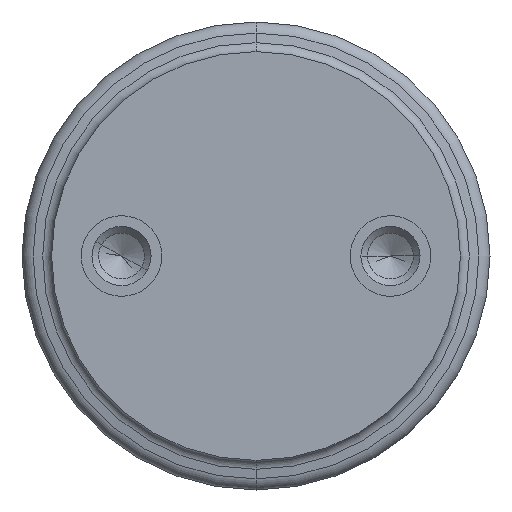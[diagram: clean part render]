
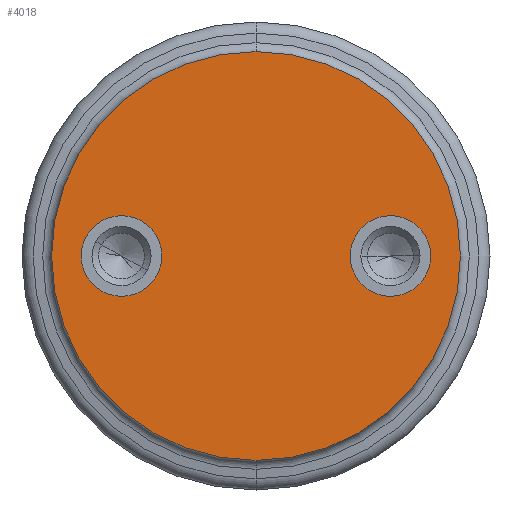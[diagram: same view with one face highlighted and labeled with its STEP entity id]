
A CAD part, front view. The second image highlights one B-rep face of the part: STEP entity #4018.
In plain terms, the highlighted planar face has unit normal (0, -1, 0).
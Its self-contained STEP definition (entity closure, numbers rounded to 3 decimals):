
#83 = CARTESIAN_POINT ( 'NONE',  ( -25., 0., 0. ) ) ;
#350 = VERTEX_POINT ( 'NONE', #1958 ) ;
#404 = EDGE_LOOP ( 'NONE', ( #680, #3943 ) ) ;
#405 = CIRCLE ( 'NONE', #1803, 7.5 ) ;
#415 = CARTESIAN_POINT ( 'NONE',  ( 32.5, 0., 0.01 ) ) ;
#485 = CARTESIAN_POINT ( 'NONE',  ( -25., 0., 0. ) ) ;
#511 = CIRCLE ( 'NONE', #1247, 38. ) ;
#621 = DIRECTION ( 'NONE',  ( -0.874, 0., 0.487 ) ) ;
#675 = AXIS2_PLACEMENT_3D ( 'NONE', #485, #4225, #1037 ) ;
#680 = ORIENTED_EDGE ( 'NONE', *, *, #4564, .T. ) ;
#689 = AXIS2_PLACEMENT_3D ( 'NONE', #4765, #1553, #5224 ) ;
#714 = AXIS2_PLACEMENT_3D ( 'NONE', #3137, #6470, #3675 ) ;
#1037 = DIRECTION ( 'NONE',  ( -0.874, 0., 0.487 ) ) ;
#1124 = EDGE_LOOP ( 'NONE', ( #4897, #2652 ) ) ;
#1182 = AXIS2_PLACEMENT_3D ( 'NONE', #3166, #2127, #5678 ) ;
#1247 = AXIS2_PLACEMENT_3D ( 'NONE', #6014, #3082, #6428 ) ;
#1463 = EDGE_LOOP ( 'NONE', ( #5757, #2849 ) ) ;
#1553 = DIRECTION ( 'NONE',  ( 0., 1., 0. ) ) ;
#1582 = PLANE ( 'NONE',  #1182 ) ;
#1803 = AXIS2_PLACEMENT_3D ( 'NONE', #5467, #2400, #5886 ) ;
#1830 = CIRCLE ( 'NONE', #714, 7.5 ) ;
#1845 = AXIS2_PLACEMENT_3D ( 'NONE', #83, #3819, #621 ) ;
#1863 = CARTESIAN_POINT ( 'NONE',  ( 17.5, 0., -0.01 ) ) ;
#1958 = CARTESIAN_POINT ( 'NONE',  ( 0., 0., -38. ) ) ;
#2127 = DIRECTION ( 'NONE',  ( 0., 1., 0. ) ) ;
#2400 = DIRECTION ( 'NONE',  ( 0., 1., 0. ) ) ;
#2652 = ORIENTED_EDGE ( 'NONE', *, *, #4553, .F. ) ;
#2684 = VERTEX_POINT ( 'NONE', #415 ) ;
#2849 = ORIENTED_EDGE ( 'NONE', *, *, #3384, .T. ) ;
#2997 = CARTESIAN_POINT ( 'NONE',  ( -31.553, 0., 3.649 ) ) ;
#3013 = CIRCLE ( 'NONE', #1845, 7.5 ) ;
#3082 = DIRECTION ( 'NONE',  ( 0., 1., 0. ) ) ;
#3137 = CARTESIAN_POINT ( 'NONE',  ( 25., 0., 0. ) ) ;
#3166 = CARTESIAN_POINT ( 'NONE',  ( 0., 0., 0. ) ) ;
#3232 = CIRCLE ( 'NONE', #689, 38. ) ;
#3268 = EDGE_CURVE ( 'NONE', #3389, #3816, #3013, .T. ) ;
#3384 = EDGE_CURVE ( 'NONE', #2684, #5853, #405, .T. ) ;
#3389 = VERTEX_POINT ( 'NONE', #3966 ) ;
#3675 = DIRECTION ( 'NONE',  ( -1., 0., -0.001 ) ) ;
#3816 = VERTEX_POINT ( 'NONE', #2997 ) ;
#3819 = DIRECTION ( 'NONE',  ( 0., 1., 0. ) ) ;
#3943 = ORIENTED_EDGE ( 'NONE', *, *, #3268, .T. ) ;
#3966 = CARTESIAN_POINT ( 'NONE',  ( -18.447, 0., -3.649 ) ) ;
#3972 = EDGE_CURVE ( 'NONE', #4011, #350, #511, .T. ) ;
#4011 = VERTEX_POINT ( 'NONE', #4164 ) ;
#4018 = ADVANCED_FACE ( 'NONE', ( #6282, #5433, #6410 ), #1582, .F. ) ;
#4164 = CARTESIAN_POINT ( 'NONE',  ( 0., 0., 38. ) ) ;
#4225 = DIRECTION ( 'NONE',  ( 0., 1., 0. ) ) ;
#4550 = EDGE_CURVE ( 'NONE', #5853, #2684, #1830, .T. ) ;
#4553 = EDGE_CURVE ( 'NONE', #350, #4011, #3232, .T. ) ;
#4564 = EDGE_CURVE ( 'NONE', #3816, #3389, #5591, .T. ) ;
#4765 = CARTESIAN_POINT ( 'NONE',  ( 0., 0., 0. ) ) ;
#4897 = ORIENTED_EDGE ( 'NONE', *, *, #3972, .F. ) ;
#5224 = DIRECTION ( 'NONE',  ( 0., 0., 1. ) ) ;
#5433 = FACE_OUTER_BOUND ( 'NONE', #1124, .T. ) ;
#5467 = CARTESIAN_POINT ( 'NONE',  ( 25., 0., 0. ) ) ;
#5591 = CIRCLE ( 'NONE', #675, 7.5 ) ;
#5678 = DIRECTION ( 'NONE',  ( 0., 0., 1. ) ) ;
#5757 = ORIENTED_EDGE ( 'NONE', *, *, #4550, .T. ) ;
#5853 = VERTEX_POINT ( 'NONE', #1863 ) ;
#5886 = DIRECTION ( 'NONE',  ( -1., 0., -0.001 ) ) ;
#6014 = CARTESIAN_POINT ( 'NONE',  ( 0., 0., 0. ) ) ;
#6282 = FACE_BOUND ( 'NONE', #1463, .T. ) ;
#6410 = FACE_BOUND ( 'NONE', #404, .T. ) ;
#6428 = DIRECTION ( 'NONE',  ( 0., 0., 1. ) ) ;
#6470 = DIRECTION ( 'NONE',  ( 0., 1., 0. ) ) ;
